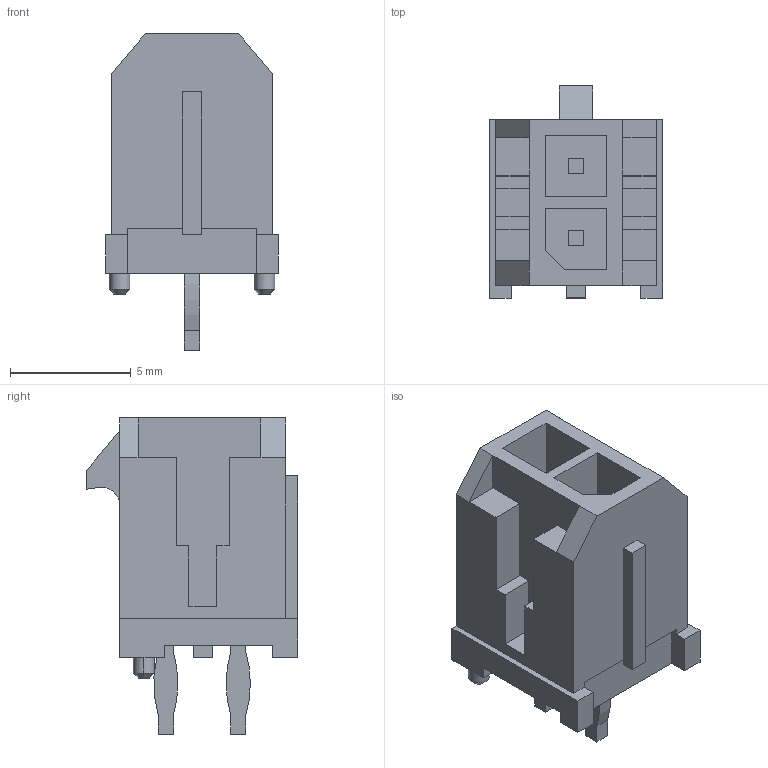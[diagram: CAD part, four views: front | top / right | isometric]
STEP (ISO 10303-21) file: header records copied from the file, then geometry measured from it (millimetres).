
FILE_DESCRIPTION((''),'2;1');
FILE_NAME('449140201','2016-02-26T',('ME'),(''),'PRO/ENGINEER BY PARAMETRIC TECHNOLOGY CORPORATION, 2012310','PRO/ENGINEER BY PARAMETRIC TECHNOLOGY CORPORATION, 2012310','');
FILE_SCHEMA(('CONFIG_CONTROL_DESIGN'));
Length unit declared in the file: millimetre
Products named in the file (1): 449140201
Bounding box: 7.15 x 8.77 x 13.09 mm (x, y, z)
Volume: 309 mm3; surface area: 589 mm2
Topology: 3 solids, 3 shells, 120 faces, 328 edges, 223 vertices
Faces by surface type: plane 107, cylinder 9, cone 4
Entity records: 3753 total; most frequent: CARTESIAN_POINT 653, ORIENTED_EDGE 622, DIRECTION 600, EDGE_CURVE 311, VECTOR 298, LINE 298, VERTEX_POINT 204, AXIS2_PLACEMENT_3D 151
